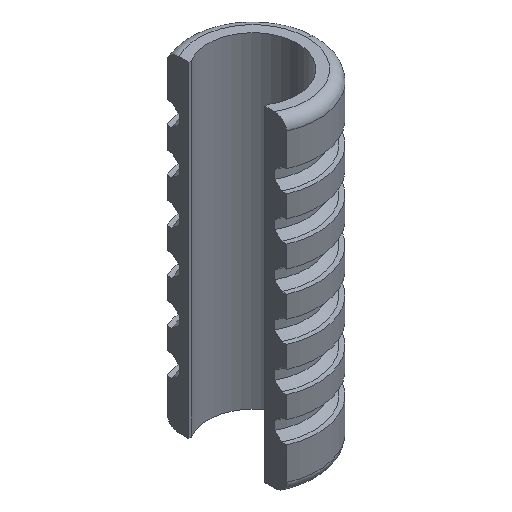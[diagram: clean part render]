
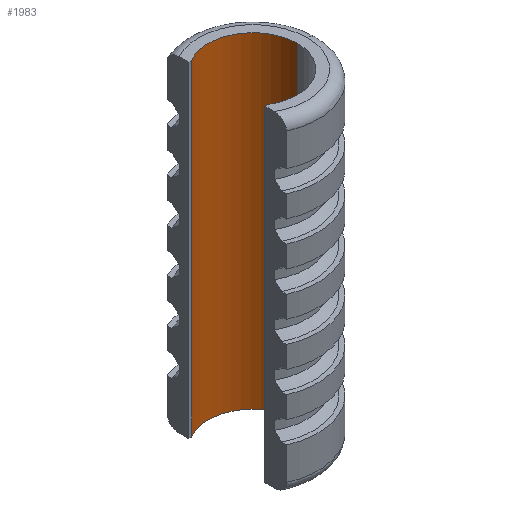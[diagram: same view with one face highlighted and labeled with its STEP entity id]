
A CAD part, isometric view. The second image highlights one B-rep face of the part: STEP entity #1983.
In plain terms, the highlighted cylindrical face has radius 2.05 mm (diameter 4.1 mm), a partial arc.
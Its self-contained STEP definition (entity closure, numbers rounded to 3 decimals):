
#20 = CARTESIAN_POINT ( 'NONE',  ( -1.068, 1.75, 0. ) ) ;
#30 = ORIENTED_EDGE ( 'NONE', *, *, #1791, .F. ) ;
#39 = VERTEX_POINT ( 'NONE', #1958 ) ;
#70 = VERTEX_POINT ( 'NONE', #20 ) ;
#141 = CARTESIAN_POINT ( 'NONE',  ( -1.068, 1.75, -0.317 ) ) ;
#210 = DIRECTION ( 'NONE',  ( 1., 0., 0. ) ) ;
#255 = AXIS2_PLACEMENT_3D ( 'NONE', #631, #1855, #1674 ) ;
#363 = DIRECTION ( 'NONE',  ( 0., 0., 1. ) ) ;
#430 = AXIS2_PLACEMENT_3D ( 'NONE', #669, #483, #1896 ) ;
#483 = DIRECTION ( 'NONE',  ( 0., 0., 1. ) ) ;
#517 = LINE ( 'NONE', #141, #1402 ) ;
#631 = CARTESIAN_POINT ( 'NONE',  ( 0., 0., -0.317 ) ) ;
#652 = CARTESIAN_POINT ( 'NONE',  ( 2.05, 0., -0.317 ) ) ;
#669 = CARTESIAN_POINT ( 'NONE',  ( 0., 0., 15. ) ) ;
#823 = LINE ( 'NONE', #652, #1475 ) ;
#917 = EDGE_LOOP ( 'NONE', ( #929, #1299, #952, #30 ) ) ;
#920 = CARTESIAN_POINT ( 'NONE',  ( 0., 0., 0. ) ) ;
#929 = ORIENTED_EDGE ( 'NONE', *, *, #1487, .F. ) ;
#952 = ORIENTED_EDGE ( 'NONE', *, *, #1730, .T. ) ;
#983 = CIRCLE ( 'NONE', #430, 2.05 ) ;
#990 = CYLINDRICAL_SURFACE ( 'NONE', #255, 2.05 ) ;
#1291 = AXIS2_PLACEMENT_3D ( 'NONE', #920, #363, #210 ) ;
#1299 = ORIENTED_EDGE ( 'NONE', *, *, #2210, .T. ) ;
#1316 = FACE_OUTER_BOUND ( 'NONE', #917, .T. ) ;
#1402 = VECTOR ( 'NONE', #2284, 1000. ) ;
#1475 = VECTOR ( 'NONE', #1895, 1000. ) ;
#1487 = EDGE_CURVE ( 'NONE', #1491, #70, #2286, .T. ) ;
#1491 = VERTEX_POINT ( 'NONE', #2190 ) ;
#1674 = DIRECTION ( 'NONE',  ( 1., 0., 0. ) ) ;
#1730 = EDGE_CURVE ( 'NONE', #39, #1934, #983, .T. ) ;
#1791 = EDGE_CURVE ( 'NONE', #70, #1934, #517, .T. ) ;
#1827 = CARTESIAN_POINT ( 'NONE',  ( -1.068, 1.75, 15. ) ) ;
#1855 = DIRECTION ( 'NONE',  ( 0., 0., 1. ) ) ;
#1895 = DIRECTION ( 'NONE',  ( 0., 0., 1. ) ) ;
#1896 = DIRECTION ( 'NONE',  ( 1., 0., 0. ) ) ;
#1934 = VERTEX_POINT ( 'NONE', #1827 ) ;
#1958 = CARTESIAN_POINT ( 'NONE',  ( 2.05, 0., 15. ) ) ;
#1983 = ADVANCED_FACE ( 'NONE', ( #1316 ), #990, .F. ) ;
#2190 = CARTESIAN_POINT ( 'NONE',  ( 2.05, 0., 0. ) ) ;
#2210 = EDGE_CURVE ( 'NONE', #1491, #39, #823, .T. ) ;
#2284 = DIRECTION ( 'NONE',  ( 0., 0., 1. ) ) ;
#2286 = CIRCLE ( 'NONE', #1291, 2.05 ) ;
